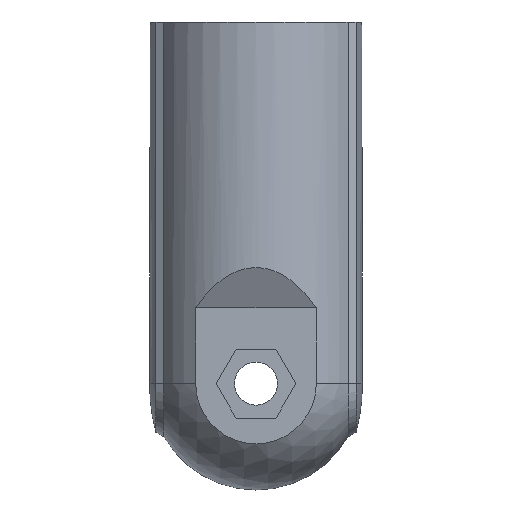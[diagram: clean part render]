
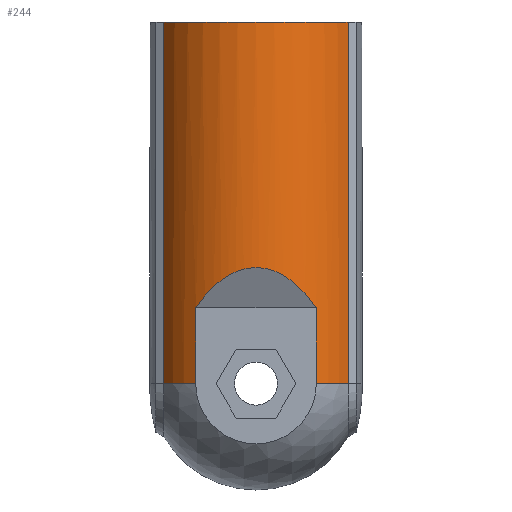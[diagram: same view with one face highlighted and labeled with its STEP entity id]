
A CAD part, left-side view. The second image highlights one B-rep face of the part: STEP entity #244.
In plain terms, the highlighted cylindrical face has radius 20 mm (diameter 40 mm), a partial arc.
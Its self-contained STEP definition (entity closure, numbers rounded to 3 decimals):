
#244 = ADVANCED_FACE( '', ( #552 ), #553, .T. );
#552 = FACE_OUTER_BOUND( '', #919, .T. );
#553 = CYLINDRICAL_SURFACE( '', #920, 20. );
#919 = EDGE_LOOP( '', ( #1593, #1594, #1595, #1596, #1597, #1598, #1599, #1600 ) );
#920 = AXIS2_PLACEMENT_3D( '', #1601, #1602, #1603 );
#1593 = ORIENTED_EDGE( '', *, *, #2363, .T. );
#1594 = ORIENTED_EDGE( '', *, *, #2307, .T. );
#1595 = ORIENTED_EDGE( '', *, *, #2364, .T. );
#1596 = ORIENTED_EDGE( '', *, *, #2365, .T. );
#1597 = ORIENTED_EDGE( '', *, *, #2366, .F. );
#1598 = ORIENTED_EDGE( '', *, *, #2367, .F. );
#1599 = ORIENTED_EDGE( '', *, *, #2368, .T. );
#1600 = ORIENTED_EDGE( '', *, *, #2303, .T. );
#1601 = CARTESIAN_POINT( '', ( 0., 0., -68.01 ) );
#1602 = DIRECTION( '', ( 0., 0., -1. ) );
#1603 = DIRECTION( '', ( 1., 0., 0. ) );
#2303 = EDGE_CURVE( '', #2821, #2818, #2822, .T. );
#2307 = EDGE_CURVE( '', #2819, #2827, #2829, .F. );
#2363 = EDGE_CURVE( '', #2818, #2819, #2907, .F. );
#2364 = EDGE_CURVE( '', #2827, #2908, #2909, .F. );
#2365 = EDGE_CURVE( '', #2908, #2910, #2911, .T. );
#2366 = EDGE_CURVE( '', #2912, #2910, #2913, .T. );
#2367 = EDGE_CURVE( '', #2914, #2912, #2915, .T. );
#2368 = EDGE_CURVE( '', #2914, #2821, #2916, .F. );
#2818 = VERTEX_POINT( '', #3562 );
#2819 = VERTEX_POINT( '', #3563 );
#2821 = VERTEX_POINT( '', #3566 );
#2822 = LINE( '', #3567, #3568 );
#2827 = VERTEX_POINT( '', #3574 );
#2829 = LINE( '', #3577, #3578 );
#2907 = ELLIPSE( '', #3721, 47.324, 20. );
#2908 = VERTEX_POINT( '', #3722 );
#2909 = CIRCLE( '', #3723, 20. );
#2910 = VERTEX_POINT( '', #3724 );
#2911 = LINE( '', #3725, #3726 );
#2912 = VERTEX_POINT( '', #3727 );
#2913 = CIRCLE( '', #3728, 20. );
#2914 = VERTEX_POINT( '', #3729 );
#2915 = LINE( '', #3730, #3731 );
#2916 = CIRCLE( '', #3732, 20. );
#3562 = CARTESIAN_POINT( '', ( -16.5, 11.303, -53.7 ) );
#3563 = CARTESIAN_POINT( '', ( -16.5, -11.303, -53.7 ) );
#3566 = CARTESIAN_POINT( '', ( -16.5, 11.303, -67.99 ) );
#3567 = CARTESIAN_POINT( '', ( -16.5, 11.303, -68.01 ) );
#3568 = VECTOR( '', #4204, 1000. );
#3574 = CARTESIAN_POINT( '', ( -16.5, -11.303, -67.99 ) );
#3577 = CARTESIAN_POINT( '', ( -16.5, -11.303, -68.01 ) );
#3578 = VECTOR( '', #4210, 1000. );
#3721 = AXIS2_PLACEMENT_3D( '', #4269, #4270, #4271 );
#3722 = CARTESIAN_POINT( '', ( -10., -17.321, -67.99 ) );
#3723 = AXIS2_PLACEMENT_3D( '', #4272, #4273, #4274 );
#3724 = CARTESIAN_POINT( '', ( -10., -17.321, 0. ) );
#3725 = CARTESIAN_POINT( '', ( -10., -17.321, -68.01 ) );
#3726 = VECTOR( '', #4275, 1000. );
#3727 = CARTESIAN_POINT( '', ( -10., 17.321, 0. ) );
#3728 = AXIS2_PLACEMENT_3D( '', #4276, #4277, #4278 );
#3729 = CARTESIAN_POINT( '', ( -10., 17.321, -67.99 ) );
#3730 = CARTESIAN_POINT( '', ( -10., 17.321, -68.01 ) );
#3731 = VECTOR( '', #4279, 1000. );
#3732 = AXIS2_PLACEMENT_3D( '', #4280, #4281, #4282 );
#4204 = DIRECTION( '', ( 0., 0., 1. ) );
#4210 = DIRECTION( '', ( 0., 0., 1. ) );
#4269 = CARTESIAN_POINT( '', ( 0., 0., -89.084 ) );
#4270 = DIRECTION( '', ( -0.906, 0., -0.423 ) );
#4271 = DIRECTION( '', ( -0.423, 0., 0.906 ) );
#4272 = CARTESIAN_POINT( '', ( 0., 0., -67.99 ) );
#4273 = DIRECTION( '', ( 0., 0., -1. ) );
#4274 = DIRECTION( '', ( -1., 0., 0. ) );
#4275 = DIRECTION( '', ( 0., 0., 1. ) );
#4276 = CARTESIAN_POINT( '', ( 0., 0., 0. ) );
#4277 = DIRECTION( '', ( 0., 0., 1. ) );
#4278 = DIRECTION( '', ( 1., 0., 0. ) );
#4279 = DIRECTION( '', ( 0., 0., 1. ) );
#4280 = CARTESIAN_POINT( '', ( 0., 0., -67.99 ) );
#4281 = DIRECTION( '', ( 0., 0., -1. ) );
#4282 = DIRECTION( '', ( -1., 0., 0. ) );
